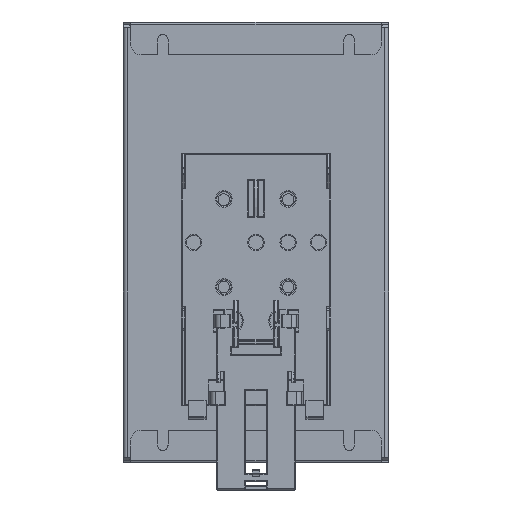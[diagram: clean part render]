
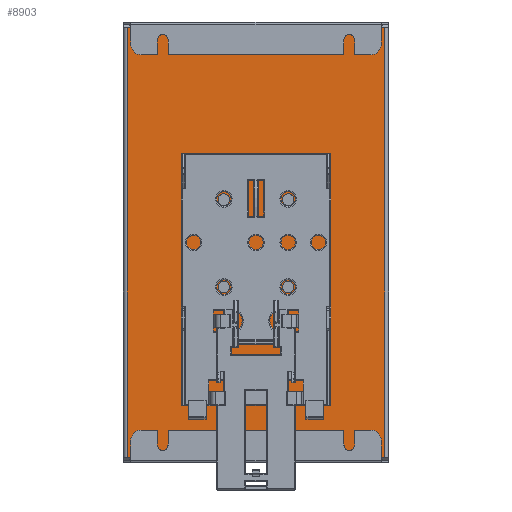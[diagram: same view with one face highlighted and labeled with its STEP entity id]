
A CAD part, front view. The second image highlights one B-rep face of the part: STEP entity #8903.
In plain terms, the highlighted planar face has unit normal (0, -1, 0).
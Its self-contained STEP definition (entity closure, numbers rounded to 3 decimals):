
#2060=CARTESIAN_POINT('',(9.,0.,-73.7));
#2061=DIRECTION('',(0.,-1.,0.));
#2062=DIRECTION('',(-1.,0.,0.));
#2063=AXIS2_PLACEMENT_3D('',#2060,#2061,#2062);
#2065=CARTESIAN_POINT('',(9.,0.,-73.7));
#2066=DIRECTION('',(0.,-1.,0.));
#2067=DIRECTION('',(1.,0.,0.));
#2068=AXIS2_PLACEMENT_3D('',#2065,#2066,#2067);
#2070=CARTESIAN_POINT('',(9.,0.,-49.2));
#2071=DIRECTION('',(0.,-1.,0.));
#2072=DIRECTION('',(-1.,0.,0.));
#2073=AXIS2_PLACEMENT_3D('',#2070,#2071,#2072);
#2075=CARTESIAN_POINT('',(9.,0.,-49.2));
#2076=DIRECTION('',(0.,-1.,0.));
#2077=DIRECTION('',(1.,0.,0.));
#2078=AXIS2_PLACEMENT_3D('',#2075,#2076,#2077);
#2080=CARTESIAN_POINT('',(-9.,0.,-49.2));
#2081=DIRECTION('',(0.,-1.,0.));
#2082=DIRECTION('',(-1.,0.,0.));
#2083=AXIS2_PLACEMENT_3D('',#2080,#2081,#2082);
#2085=CARTESIAN_POINT('',(-9.,0.,-49.2));
#2086=DIRECTION('',(0.,-1.,0.));
#2087=DIRECTION('',(1.,0.,0.));
#2088=AXIS2_PLACEMENT_3D('',#2085,#2086,#2087);
#2090=CARTESIAN_POINT('',(-9.,0.,-73.7));
#2091=DIRECTION('',(0.,-1.,0.));
#2092=DIRECTION('',(-1.,0.,0.));
#2093=AXIS2_PLACEMENT_3D('',#2090,#2091,#2092);
#2095=CARTESIAN_POINT('',(-9.,0.,-73.7));
#2096=DIRECTION('',(0.,-1.,0.));
#2097=DIRECTION('',(1.,0.,0.));
#2098=AXIS2_PLACEMENT_3D('',#2095,#2096,#2097);
#2100=DIRECTION('',(0.,0.,-1.));
#2101=VECTOR('',#2100,120.4);
#2102=CARTESIAN_POINT('',(-36.16,0.,-1.));
#2103=LINE('',#2102,#2101);
#2104=DIRECTION('',(1.,0.,0.));
#2105=VECTOR('',#2104,72.32);
#2106=CARTESIAN_POINT('',(-36.16,0.,-1.));
#2107=LINE('',#2106,#2105);
#2108=DIRECTION('',(0.,0.,-1.));
#2109=VECTOR('',#2108,120.4);
#2110=CARTESIAN_POINT('',(36.16,0.,-1.));
#2111=LINE('',#2110,#2109);
#2112=DIRECTION('',(1.,0.,0.));
#2113=VECTOR('',#2112,72.32);
#2114=CARTESIAN_POINT('',(-36.16,0.,-121.4));
#2115=LINE('',#2114,#2113);
#2116=DIRECTION('',(-1.,0.,0.));
#2117=VECTOR('',#2116,5.);
#2118=CARTESIAN_POINT('',(-14.,0.,-110.7));
#2119=LINE('',#2118,#2117);
#2120=DIRECTION('',(1.,0.,0.));
#2121=VECTOR('',#2120,5.);
#2122=CARTESIAN_POINT('',(14.,0.,-110.7));
#2123=LINE('',#2122,#2121);
#2200=DIRECTION('',(0.,0.,-1.));
#2201=VECTOR('',#2200,1.9);
#2202=CARTESIAN_POINT('',(-14.,0.,-108.8));
#2203=LINE('',#2202,#2201);
#2243=DIRECTION('',(0.,0.,-1.));
#2244=VECTOR('',#2243,1.9);
#2245=CARTESIAN_POINT('',(-19.,0.,-108.8));
#2246=LINE('',#2245,#2244);
#2274=DIRECTION('',(-1.,0.,0.));
#2275=VECTOR('',#2274,5.);
#2276=CARTESIAN_POINT('',(-14.,0.,-108.8));
#2277=LINE('',#2276,#2275);
#2310=DIRECTION('',(0.,0.,-1.));
#2311=VECTOR('',#2310,1.9);
#2312=CARTESIAN_POINT('',(14.,0.,-108.8));
#2313=LINE('',#2312,#2311);
#2341=DIRECTION('',(1.,0.,0.));
#2342=VECTOR('',#2341,5.);
#2343=CARTESIAN_POINT('',(14.,0.,-108.8));
#2344=LINE('',#2343,#2342);
#2353=DIRECTION('',(0.,0.,-1.));
#2354=VECTOR('',#2353,1.9);
#2355=CARTESIAN_POINT('',(19.,0.,-108.8));
#2356=LINE('',#2355,#2354);
#5446=CARTESIAN_POINT('',(7.35,0.,-73.7));
#5447=CARTESIAN_POINT('',(10.65,0.,-73.7));
#5448=VERTEX_POINT('',#5446);
#5449=VERTEX_POINT('',#5447);
#5450=CARTESIAN_POINT('',(7.35,0.,-49.2));
#5451=CARTESIAN_POINT('',(10.65,0.,-49.2));
#5452=VERTEX_POINT('',#5450);
#5453=VERTEX_POINT('',#5451);
#5454=CARTESIAN_POINT('',(-10.65,0.,-49.2));
#5455=CARTESIAN_POINT('',(-7.35,0.,-49.2));
#5456=VERTEX_POINT('',#5454);
#5457=VERTEX_POINT('',#5455);
#5458=CARTESIAN_POINT('',(-10.65,0.,-73.7));
#5459=CARTESIAN_POINT('',(-7.35,0.,-73.7));
#5460=VERTEX_POINT('',#5458);
#5461=VERTEX_POINT('',#5459);
#5462=CARTESIAN_POINT('',(-36.16,0.,-121.4));
#5464=VERTEX_POINT('',#5462);
#5468=CARTESIAN_POINT('',(-36.16,0.,-1.));
#5469=VERTEX_POINT('',#5468);
#5471=CARTESIAN_POINT('',(36.16,0.,-121.4));
#5473=VERTEX_POINT('',#5471);
#5474=CARTESIAN_POINT('',(36.16,0.,-1.));
#5475=VERTEX_POINT('',#5474);
#6849=CARTESIAN_POINT('',(14.,0.,-108.8));
#6850=CARTESIAN_POINT('',(14.,0.,-110.7));
#6851=VERTEX_POINT('',#6849);
#6852=VERTEX_POINT('',#6850);
#6853=CARTESIAN_POINT('',(19.,0.,-108.8));
#6854=CARTESIAN_POINT('',(19.,0.,-110.7));
#6855=VERTEX_POINT('',#6853);
#6856=VERTEX_POINT('',#6854);
#6857=CARTESIAN_POINT('',(-14.,0.,-108.8));
#6858=CARTESIAN_POINT('',(-14.,0.,-110.7));
#6859=VERTEX_POINT('',#6857);
#6860=VERTEX_POINT('',#6858);
#6861=CARTESIAN_POINT('',(-19.,0.,-108.8));
#6862=CARTESIAN_POINT('',(-19.,0.,-110.7));
#6863=VERTEX_POINT('',#6861);
#6864=VERTEX_POINT('',#6862);
#8848=CARTESIAN_POINT('',(-37.16,0.,0.));
#8849=DIRECTION('',(0.,-1.,0.));
#8850=DIRECTION('',(1.,0.,0.));
#8851=AXIS2_PLACEMENT_3D('',#8848,#8849,#8850);
#8852=PLANE('',#8851);
#8853=ORIENTED_EDGE('',*,*,#8843,.F.);
#8854=ORIENTED_EDGE('',*,*,#8242,.T.);
#8855=ORIENTED_EDGE('',*,*,#8258,.T.);
#8856=ORIENTED_EDGE('',*,*,#8275,.F.);
#8857=EDGE_LOOP('',(#8853,#8854,#8855,#8856));
#8858=FACE_OUTER_BOUND('',#8857,.F.);
#8860=ORIENTED_EDGE('',*,*,#8859,.T.);
#8862=ORIENTED_EDGE('',*,*,#8861,.T.);
#8863=EDGE_LOOP('',(#8860,#8862));
#8864=FACE_BOUND('',#8863,.F.);
#8866=ORIENTED_EDGE('',*,*,#8865,.T.);
#8868=ORIENTED_EDGE('',*,*,#8867,.T.);
#8869=EDGE_LOOP('',(#8866,#8868));
#8870=FACE_BOUND('',#8869,.F.);
#8872=ORIENTED_EDGE('',*,*,#8871,.T.);
#8874=ORIENTED_EDGE('',*,*,#8873,.T.);
#8875=EDGE_LOOP('',(#8872,#8874));
#8876=FACE_BOUND('',#8875,.F.);
#8878=ORIENTED_EDGE('',*,*,#8877,.T.);
#8880=ORIENTED_EDGE('',*,*,#8879,.T.);
#8881=EDGE_LOOP('',(#8878,#8880));
#8882=FACE_BOUND('',#8881,.F.);
#8884=ORIENTED_EDGE('',*,*,#8883,.F.);
#8886=ORIENTED_EDGE('',*,*,#8885,.F.);
#8888=ORIENTED_EDGE('',*,*,#8887,.T.);
#8890=ORIENTED_EDGE('',*,*,#8889,.T.);
#8891=EDGE_LOOP('',(#8884,#8886,#8888,#8890));
#8892=FACE_BOUND('',#8891,.F.);
#8894=ORIENTED_EDGE('',*,*,#8893,.T.);
#8896=ORIENTED_EDGE('',*,*,#8895,.F.);
#8898=ORIENTED_EDGE('',*,*,#8897,.F.);
#8900=ORIENTED_EDGE('',*,*,#8899,.T.);
#8901=EDGE_LOOP('',(#8894,#8896,#8898,#8900));
#8902=FACE_BOUND('',#8901,.F.);
#8903=ADVANCED_FACE('',(#8858,#8864,#8870,#8876,#8882,#8892,#8902),#8852,.T.);
#2064=CIRCLE('',#2063,1.65);
#2069=CIRCLE('',#2068,1.65);
#2074=CIRCLE('',#2073,1.65);
#2079=CIRCLE('',#2078,1.65);
#2084=CIRCLE('',#2083,1.65);
#2089=CIRCLE('',#2088,1.65);
#2094=CIRCLE('',#2093,1.65);
#2099=CIRCLE('',#2098,1.65);
#8242=EDGE_CURVE('',#5469,#5475,#2107,.T.);
#8258=EDGE_CURVE('',#5475,#5473,#2111,.T.);
#8275=EDGE_CURVE('',#5464,#5473,#2115,.T.);
#8843=EDGE_CURVE('',#5469,#5464,#2103,.T.);
#8859=EDGE_CURVE('',#5448,#5449,#2064,.T.);
#8861=EDGE_CURVE('',#5449,#5448,#2069,.T.);
#8865=EDGE_CURVE('',#5452,#5453,#2074,.T.);
#8867=EDGE_CURVE('',#5453,#5452,#2079,.T.);
#8871=EDGE_CURVE('',#5456,#5457,#2084,.T.);
#8873=EDGE_CURVE('',#5457,#5456,#2089,.T.);
#8877=EDGE_CURVE('',#5460,#5461,#2094,.T.);
#8879=EDGE_CURVE('',#5461,#5460,#2099,.T.);
#8883=EDGE_CURVE('',#6860,#6864,#2119,.T.);
#8885=EDGE_CURVE('',#6859,#6860,#2203,.T.);
#8887=EDGE_CURVE('',#6859,#6863,#2277,.T.);
#8889=EDGE_CURVE('',#6863,#6864,#2246,.T.);
#8893=EDGE_CURVE('',#6852,#6856,#2123,.T.);
#8895=EDGE_CURVE('',#6855,#6856,#2356,.T.);
#8897=EDGE_CURVE('',#6851,#6855,#2344,.T.);
#8899=EDGE_CURVE('',#6851,#6852,#2313,.T.);
